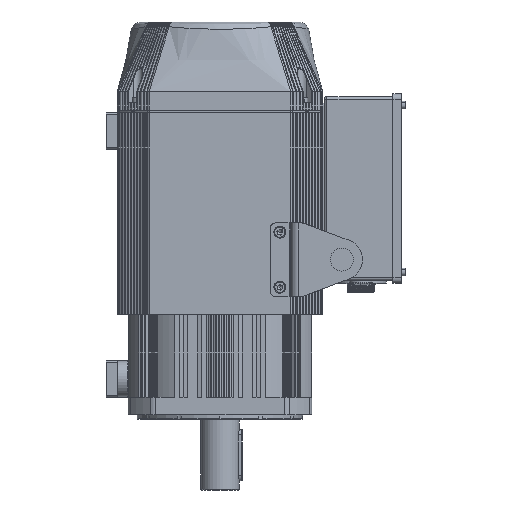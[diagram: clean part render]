
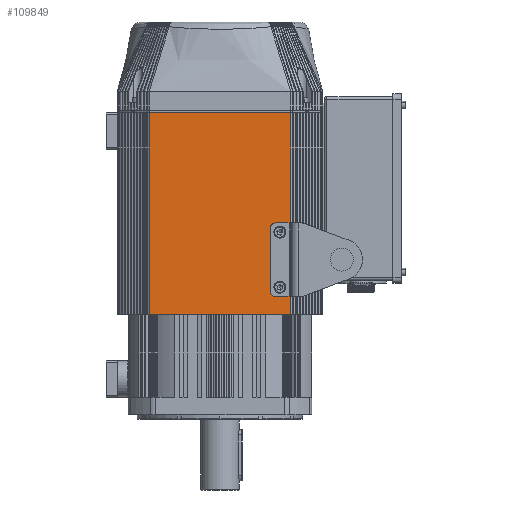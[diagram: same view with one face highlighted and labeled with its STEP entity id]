
A CAD part, left-side view. The second image highlights one B-rep face of the part: STEP entity #109849.
In plain terms, the highlighted planar face has unit normal (-1, 0, 0).
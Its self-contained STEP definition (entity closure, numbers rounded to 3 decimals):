
#184 = CARTESIAN_POINT ( 'NONE',  ( -112., -75.25, 51. ) ) ;
#3229 = ORIENTED_EDGE ( 'NONE', *, *, #126682, .F. ) ;
#3236 = LINE ( 'NONE', #111154, #68568 ) ;
#4494 = LINE ( 'NONE', #132182, #55791 ) ;
#4943 = CARTESIAN_POINT ( 'NONE',  ( -112., -60.25, 46. ) ) ;
#5163 = CIRCLE ( 'NONE', #104762, 5. ) ;
#11625 = DIRECTION ( 'NONE',  ( 0., 0., -1. ) ) ;
#16870 = CARTESIAN_POINT ( 'NONE',  ( -112., -73.175, -290.784 ) ) ;
#18145 = CARTESIAN_POINT ( 'NONE',  ( -112., -74.516, 126. ) ) ;
#20117 = CARTESIAN_POINT ( 'NONE',  ( -112., -60.25, 121. ) ) ;
#20418 = LINE ( 'NONE', #18145, #145630 ) ;
#22068 = EDGE_CURVE ( 'NONE', #98799, #120957, #66302, .T. ) ;
#24309 = VERTEX_POINT ( 'NONE', #37576 ) ;
#28895 = LINE ( 'NONE', #86644, #51018 ) ;
#29481 = CARTESIAN_POINT ( 'NONE',  ( -112., -55.25, 51. ) ) ;
#31659 = EDGE_LOOP ( 'NONE', ( #3229, #132461, #44529, #98376, #71745, #137131 ) ) ;
#32333 = CIRCLE ( 'NONE', #88160, 5. ) ;
#37336 = VECTOR ( 'NONE', #41041, 1000. ) ;
#37475 = DIRECTION ( 'NONE',  ( 0., 0., -1. ) ) ;
#37576 = CARTESIAN_POINT ( 'NONE',  ( -112., -55.25, 121. ) ) ;
#40293 = CARTESIAN_POINT ( 'NONE',  ( -112., -73.175, 26. ) ) ;
#41041 = DIRECTION ( 'NONE',  ( 0., -1., 0. ) ) ;
#41268 = ORIENTED_EDGE ( 'NONE', *, *, #121875, .T. ) ;
#43902 = VECTOR ( 'NONE', #11625, 1000. ) ;
#44529 = ORIENTED_EDGE ( 'NONE', *, *, #91072, .F. ) ;
#45382 = VERTEX_POINT ( 'NONE', #88387 ) ;
#51018 = VECTOR ( 'NONE', #121614, 1000. ) ;
#51164 = VERTEX_POINT ( 'NONE', #100595 ) ;
#53173 = LINE ( 'NONE', #40293, #37336 ) ;
#54075 = VERTEX_POINT ( 'NONE', #4943 ) ;
#54765 = LINE ( 'NONE', #126192, #123472 ) ;
#55791 = VECTOR ( 'NONE', #95734, 1000. ) ;
#56641 = EDGE_CURVE ( 'NONE', #120957, #108306, #4494, .T. ) ;
#56830 = EDGE_CURVE ( 'NONE', #61599, #51164, #20418, .T. ) ;
#61599 = VERTEX_POINT ( 'NONE', #119303 ) ;
#63777 = DIRECTION ( 'NONE',  ( 0., 1., 0. ) ) ;
#66302 = LINE ( 'NONE', #122576, #138359 ) ;
#68568 = VECTOR ( 'NONE', #146881, 1000. ) ;
#70375 = CARTESIAN_POINT ( 'NONE',  ( -112., 77.149, 26. ) ) ;
#71745 = ORIENTED_EDGE ( 'NONE', *, *, #56830, .F. ) ;
#73862 = FACE_OUTER_BOUND ( 'NONE', #123617, .T. ) ;
#74633 = FACE_BOUND ( 'NONE', #31659, .T. ) ;
#75859 = AXIS2_PLACEMENT_3D ( 'NONE', #16870, #143822, #119515 ) ;
#82530 = EDGE_CURVE ( 'NONE', #149257, #54075, #32333, .T. ) ;
#86644 = CARTESIAN_POINT ( 'NONE',  ( -112., -77.149, -68. ) ) ;
#88160 = AXIS2_PLACEMENT_3D ( 'NONE', #141609, #121053, #37475 ) ;
#88387 = CARTESIAN_POINT ( 'NONE',  ( -112., -75.25, 46. ) ) ;
#88961 = DIRECTION ( 'NONE',  ( 0., 0., -1. ) ) ;
#90768 = DIRECTION ( 'NONE',  ( 0., 0., -1. ) ) ;
#91072 = EDGE_CURVE ( 'NONE', #24309, #149257, #54765, .T. ) ;
#92741 = ORIENTED_EDGE ( 'NONE', *, *, #113193, .T. ) ;
#95734 = DIRECTION ( 'NONE',  ( 0., -1., 0. ) ) ;
#98376 = ORIENTED_EDGE ( 'NONE', *, *, #138328, .F. ) ;
#98799 = VERTEX_POINT ( 'NONE', #70375 ) ;
#100595 = CARTESIAN_POINT ( 'NONE',  ( -112., -60.25, 126. ) ) ;
#102071 = ORIENTED_EDGE ( 'NONE', *, *, #22068, .F. ) ;
#104762 = AXIS2_PLACEMENT_3D ( 'NONE', #20117, #112839, #90768 ) ;
#107587 = EDGE_CURVE ( 'NONE', #61599, #45382, #118016, .T. ) ;
#108306 = VERTEX_POINT ( 'NONE', #114701 ) ;
#109849 = ADVANCED_FACE ( 'NONE', ( #74633, #73862 ), #133134, .T. ) ;
#111154 = CARTESIAN_POINT ( 'NONE',  ( -112., -60.25, 46. ) ) ;
#112839 = DIRECTION ( 'NONE',  ( -1., 0., 0. ) ) ;
#113193 = EDGE_CURVE ( 'NONE', #98799, #125979, #53173, .T. ) ;
#114701 = CARTESIAN_POINT ( 'NONE',  ( -112., -77.149, 246. ) ) ;
#118016 = LINE ( 'NONE', #184, #43902 ) ;
#119303 = CARTESIAN_POINT ( 'NONE',  ( -112., -75.25, 126. ) ) ;
#119515 = DIRECTION ( 'NONE',  ( 0., -1., 0. ) ) ;
#120957 = VERTEX_POINT ( 'NONE', #121905 ) ;
#121053 = DIRECTION ( 'NONE',  ( -1., 0., 0. ) ) ;
#121614 = DIRECTION ( 'NONE',  ( 0., 0., 1. ) ) ;
#121875 = EDGE_CURVE ( 'NONE', #125979, #108306, #28895, .T. ) ;
#121905 = CARTESIAN_POINT ( 'NONE',  ( -112., 77.149, 246. ) ) ;
#122576 = CARTESIAN_POINT ( 'NONE',  ( -112., 77.149, -68. ) ) ;
#123472 = VECTOR ( 'NONE', #88961, 1000. ) ;
#123617 = EDGE_LOOP ( 'NONE', ( #92741, #41268, #141926, #102071 ) ) ;
#125979 = VERTEX_POINT ( 'NONE', #129037 ) ;
#126192 = CARTESIAN_POINT ( 'NONE',  ( -112., -55.25, 121. ) ) ;
#126682 = EDGE_CURVE ( 'NONE', #54075, #45382, #3236, .T. ) ;
#129037 = CARTESIAN_POINT ( 'NONE',  ( -112., -77.149, 26. ) ) ;
#132182 = CARTESIAN_POINT ( 'NONE',  ( -112., -73.175, 246. ) ) ;
#132461 = ORIENTED_EDGE ( 'NONE', *, *, #82530, .F. ) ;
#133134 = PLANE ( 'NONE',  #75859 ) ;
#135479 = DIRECTION ( 'NONE',  ( 0., 0., 1. ) ) ;
#137131 = ORIENTED_EDGE ( 'NONE', *, *, #107587, .T. ) ;
#138328 = EDGE_CURVE ( 'NONE', #51164, #24309, #5163, .T. ) ;
#138359 = VECTOR ( 'NONE', #135479, 1000. ) ;
#141609 = CARTESIAN_POINT ( 'NONE',  ( -112., -60.25, 51. ) ) ;
#141926 = ORIENTED_EDGE ( 'NONE', *, *, #56641, .F. ) ;
#143822 = DIRECTION ( 'NONE',  ( -1., 0., 0. ) ) ;
#145630 = VECTOR ( 'NONE', #63777, 1000. ) ;
#146881 = DIRECTION ( 'NONE',  ( 0., -1., 0. ) ) ;
#149257 = VERTEX_POINT ( 'NONE', #29481 ) ;
